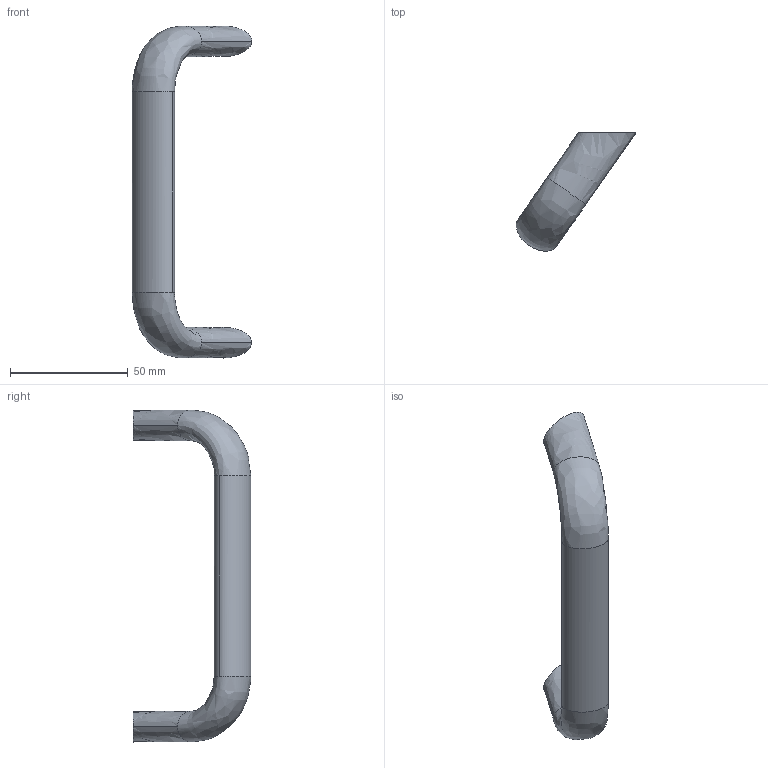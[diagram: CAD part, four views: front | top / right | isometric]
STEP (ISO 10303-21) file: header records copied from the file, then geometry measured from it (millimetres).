
FILE_DESCRIPTION((''),'2;1');
FILE_NAME('SZ0850N.stp','2009-10-19T14:25:49',(''),(''),'Mechanical Desktop 2007','Mechanical Desktop 2007',', , ');
FILE_SCHEMA(('CONFIG_CONTROL_DESIGN'));
Length unit declared in the file: millimetre
Products named in the file (9): DRAWING1; SZ0850S; SZ0810N; SZ0820S; SZ0830NA; SZ0830N; SZ0840N; SZ0840S; SZ0850N
Assembly tree (1 placements, depth 2):
  DRAWING1
    SZ0850S
  SZ0810N
  SZ0820S
  SZ0830NA
  SZ0830N
Bounding box: 50.79 x 50.07 x 141 mm (x, y, z)
Volume: 42698.6 mm3; surface area: 12128.8 mm2
Topology: 1 solids, 1 shells, 18 faces, 42 edges, 24 vertices
Faces by surface type: bspline 8, cone 4, cylinder 4, plane 2
Entity records: 1374 total; most frequent: CARTESIAN_POINT 237, DIRECTION 88, ORIENTED_EDGE 76, PERSON 64, ORGANIZATION 64, PERSON_AND_ORGANIZATION 64, PERSON_AND_ORGANIZATION_ROLE 40, CC_DESIGN_PERSON_AND_ORGANIZATION_ASSIGNMENT 40
